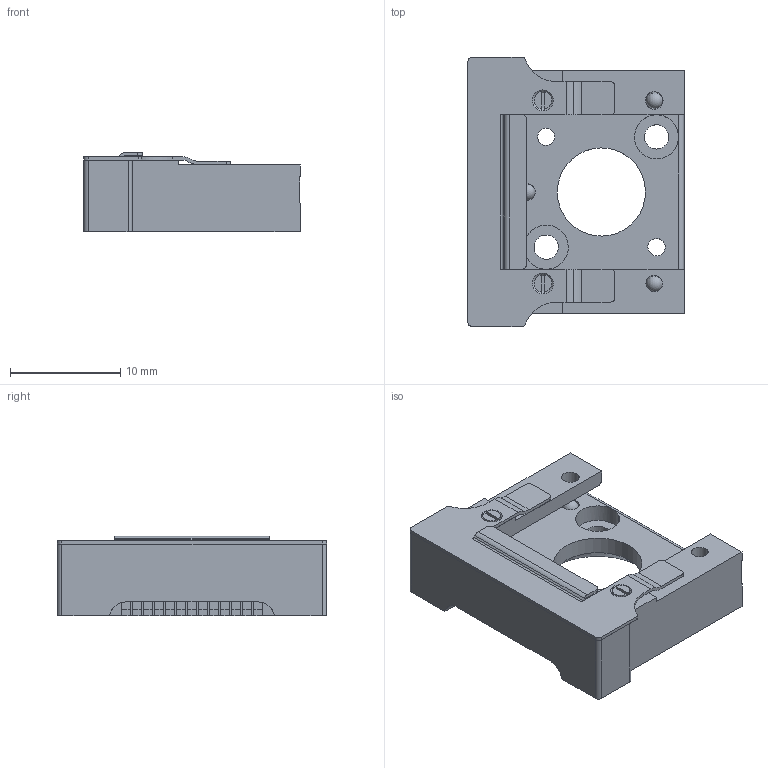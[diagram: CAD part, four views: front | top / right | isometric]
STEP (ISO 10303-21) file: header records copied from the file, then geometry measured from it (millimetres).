
FILE_DESCRIPTION(('CATIA V5 STEP Exchange'),'2;1');
FILE_NAME('RECOMEC13.stp','2018-10-11T12:56:57+00:00',('none'),('none'),'CATIA Version 5 Release 20 SP 7 (IN-10)','CATIA V5 STEP AP214','none');
FILE_SCHEMA(('AUTOMOTIVE_DESIGN { 1 0 10303 214 1 1 1 1 }'));
Length unit declared in the file: millimetre
Products named in the file (1): RECOMEC13_AllCATPart
Bounding box: 19.6 x 24.4 x 7.2 mm (x, y, z)
Volume: 1523.1 mm3; surface area: 3796.3 mm2
Topology: 41 solids, 43 shells, 1154 faces, 3099 edges, 1995 vertices
Faces by surface type: plane 543, cylinder 497, cone 78, torus 26, sphere 10
Entity records: 32675 total; most frequent: CARTESIAN_POINT 6146, ORIENTED_EDGE 6142, DIRECTION 4083, EDGE_CURVE 3071, VERTEX_POINT 1995, VECTOR 1857, LINE 1857, AXIS2_PLACEMENT_3D 1669
